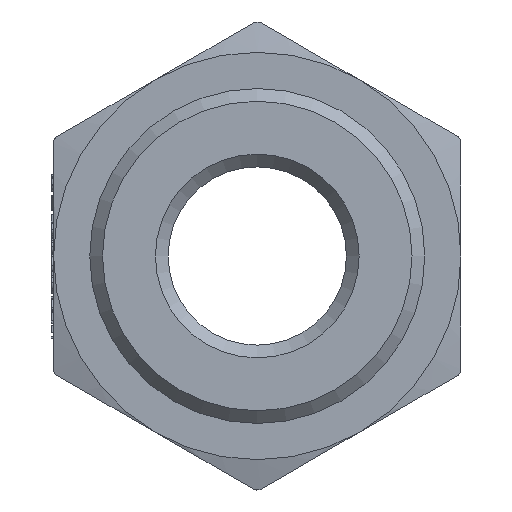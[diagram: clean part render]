
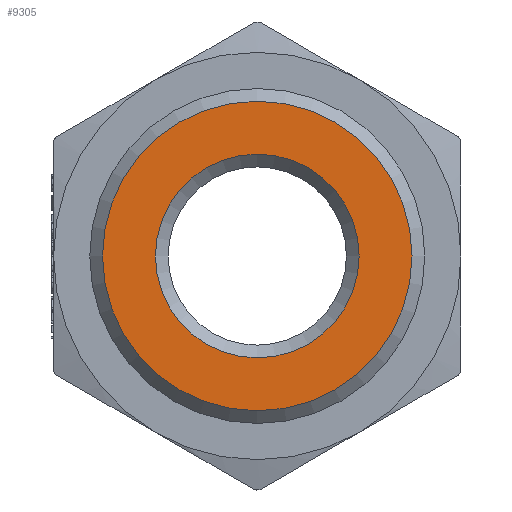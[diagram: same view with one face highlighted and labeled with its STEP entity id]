
A CAD part, left-side view. The second image highlights one B-rep face of the part: STEP entity #9305.
In plain terms, the highlighted planar face has unit normal (-1, 0, 0).
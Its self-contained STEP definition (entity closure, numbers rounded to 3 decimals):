
#257 = ORIENTED_EDGE ( 'NONE', *, *, #3988, .F. ) ;
#319 = EDGE_LOOP ( 'NONE', ( #7108 ) ) ;
#382 = EDGE_LOOP ( 'NONE', ( #257 ) ) ;
#430 = CARTESIAN_POINT ( 'NONE',  ( -13.9, 0., 0. ) ) ;
#467 = DIRECTION ( 'NONE',  ( -1., 0., 0. ) ) ;
#747 = DIRECTION ( 'NONE',  ( 1., 0., 0. ) ) ;
#760 = DIRECTION ( 'NONE',  ( 0., 0., 1. ) ) ;
#954 = DIRECTION ( 'NONE',  ( 0., 0., 1. ) ) ;
#958 = CARTESIAN_POINT ( 'NONE',  ( -13.9, 0., 0. ) ) ;
#3988 = EDGE_CURVE ( 'NONE', #12635, #12635, #9460, .T. ) ;
#3992 = EDGE_CURVE ( 'NONE', #12636, #12636, #9464, .T. ) ;
#4065 = CARTESIAN_POINT ( 'NONE',  ( -13.9, 0., 6.079 ) ) ;
#4067 = CARTESIAN_POINT ( 'NONE',  ( -13.9, 0., 4. ) ) ;
#5830 = PLANE ( 'NONE',  #11131 ) ;
#5831 = CARTESIAN_POINT ( 'NONE',  ( -13.9, 0., -6.579 ) ) ;
#5832 = DIRECTION ( 'NONE',  ( -1., 0., 0. ) ) ;
#5833 = DIRECTION ( 'NONE',  ( 0., 0., 1. ) ) ;
#7108 = ORIENTED_EDGE ( 'NONE', *, *, #3992, .F. ) ;
#7364 = AXIS2_PLACEMENT_3D ( 'NONE', #430, #467, #760 ) ;
#7365 = AXIS2_PLACEMENT_3D ( 'NONE', #958, #747, #954 ) ;
#9305 = ADVANCED_FACE ( 'NONE', ( #10308, #10310 ), #5830, .T. ) ;
#9460 = CIRCLE ( 'NONE', #7365, 6.079 ) ;
#9464 = CIRCLE ( 'NONE', #7364, 4. ) ;
#10308 = FACE_OUTER_BOUND ( 'NONE', #382, .T. ) ;
#10310 = FACE_BOUND ( 'NONE', #319, .T. ) ;
#11131 = AXIS2_PLACEMENT_3D ( 'NONE', #5831, #5832, #5833 ) ;
#12635 = VERTEX_POINT ( 'NONE', #4065 ) ;
#12636 = VERTEX_POINT ( 'NONE', #4067 ) ;
